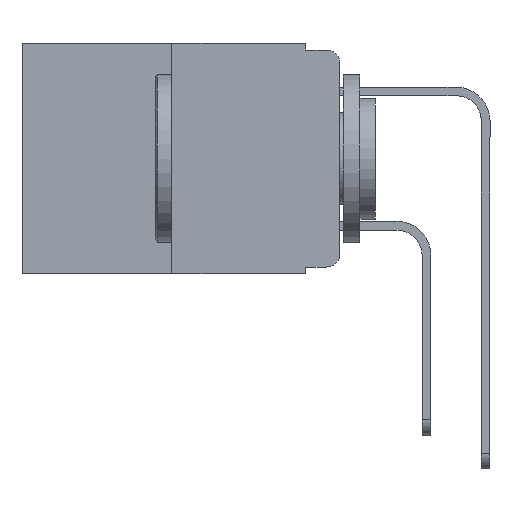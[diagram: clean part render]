
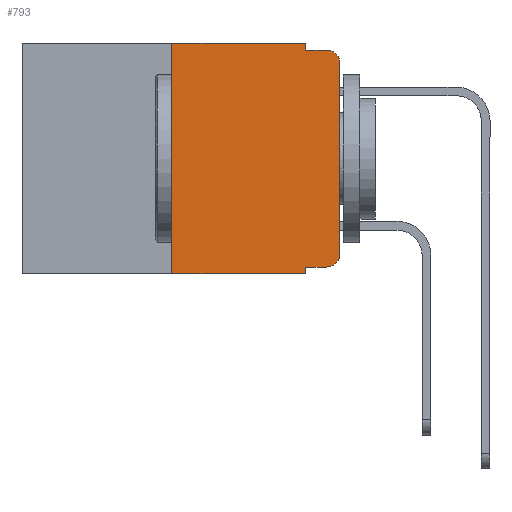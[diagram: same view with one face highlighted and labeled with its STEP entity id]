
A CAD part, left-side view. The second image highlights one B-rep face of the part: STEP entity #793.
In plain terms, the highlighted planar face has unit normal (-1, 0, 0).
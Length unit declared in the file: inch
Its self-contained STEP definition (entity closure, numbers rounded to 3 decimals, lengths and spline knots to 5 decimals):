
#52 = VERTEX_POINT ( 'NONE', #12549 ) ;
#313 = DIRECTION ( 'NONE',  ( 0., -1., 0. ) ) ;
#334 = CARTESIAN_POINT ( 'NONE',  ( 0., 0., -0.313 ) ) ;
#793 = ADVANCED_FACE ( 'NONE', ( #2860 ), #12603, .F. ) ;
#951 = VECTOR ( 'NONE', #9093, 39.37008 ) ;
#1000 = ORIENTED_EDGE ( 'NONE', *, *, #6177, .T. ) ;
#1114 = VERTEX_POINT ( 'NONE', #4800 ) ;
#1210 = ORIENTED_EDGE ( 'NONE', *, *, #7244, .F. ) ;
#1381 = CARTESIAN_POINT ( 'NONE',  ( 0., 0.02, -0.313 ) ) ;
#1633 = LINE ( 'NONE', #7253, #951 ) ;
#2118 = CIRCLE ( 'NONE', #3553, 0.02 ) ;
#2273 = DIRECTION ( 'NONE',  ( 0., 0., 1. ) ) ;
#2409 = LINE ( 'NONE', #5561, #12650 ) ;
#2428 = DIRECTION ( 'NONE',  ( 0., 0., -1. ) ) ;
#2832 = VECTOR ( 'NONE', #7417, 39.37008 ) ;
#2860 = FACE_OUTER_BOUND ( 'NONE', #6823, .T. ) ;
#2862 = CARTESIAN_POINT ( 'NONE',  ( 0., 0.051, -0.343 ) ) ;
#3144 = AXIS2_PLACEMENT_3D ( 'NONE', #9856, #12736, #4763 ) ;
#3553 = AXIS2_PLACEMENT_3D ( 'NONE', #1381, #8355, #2428 ) ;
#3753 = DIRECTION ( 'NONE',  ( -1., 0., 0. ) ) ;
#4027 = LINE ( 'NONE', #5531, #8888 ) ;
#4071 = CARTESIAN_POINT ( 'NONE',  ( 0., 0.051, -0.333 ) ) ;
#4459 = ORIENTED_EDGE ( 'NONE', *, *, #5517, .T. ) ;
#4538 = VERTEX_POINT ( 'NONE', #334 ) ;
#4586 = CARTESIAN_POINT ( 'NONE',  ( 0., 0., -0.03 ) ) ;
#4587 = LINE ( 'NONE', #12695, #9363 ) ;
#4763 = DIRECTION ( 'NONE',  ( 0., 0., -1. ) ) ;
#4800 = CARTESIAN_POINT ( 'NONE',  ( 0., 0.02, -0.01 ) ) ;
#5099 = EDGE_CURVE ( 'NONE', #52, #8591, #6488, .T. ) ;
#5399 = CARTESIAN_POINT ( 'NONE',  ( 0., 0.051, 0. ) ) ;
#5517 = EDGE_CURVE ( 'NONE', #4538, #9695, #9251, .T. ) ;
#5531 = CARTESIAN_POINT ( 'NONE',  ( 0., 0.473, 0. ) ) ;
#5552 = ORIENTED_EDGE ( 'NONE', *, *, #11289, .F. ) ;
#5561 = CARTESIAN_POINT ( 'NONE',  ( 0., 0.051, 0. ) ) ;
#5655 = VERTEX_POINT ( 'NONE', #4071 ) ;
#5808 = ORIENTED_EDGE ( 'NONE', *, *, #11833, .F. ) ;
#5917 = EDGE_CURVE ( 'NONE', #52, #6276, #7940, .T. ) ;
#6177 = EDGE_CURVE ( 'NONE', #9695, #1114, #7775, .T. ) ;
#6276 = VERTEX_POINT ( 'NONE', #6866 ) ;
#6378 = DIRECTION ( 'NONE',  ( 0., 0., 1. ) ) ;
#6488 = LINE ( 'NONE', #12049, #2832 ) ;
#6772 = VECTOR ( 'NONE', #2273, 39.37008 ) ;
#6823 = EDGE_LOOP ( 'NONE', ( #4459, #1000, #7987, #5808, #5552, #12538, #7146, #1210, #10934, #9597 ) ) ;
#6860 = VERTEX_POINT ( 'NONE', #7742 ) ;
#6866 = CARTESIAN_POINT ( 'NONE',  ( 0., 0.25, 0. ) ) ;
#6885 = LINE ( 'NONE', #5399, #9060 ) ;
#7146 = ORIENTED_EDGE ( 'NONE', *, *, #5099, .T. ) ;
#7244 = EDGE_CURVE ( 'NONE', #5655, #8591, #6885, .T. ) ;
#7253 = CARTESIAN_POINT ( 'NONE',  ( 0., 0.051, -0.01 ) ) ;
#7352 = CARTESIAN_POINT ( 'NONE',  ( 0., 0.25, 0. ) ) ;
#7417 = DIRECTION ( 'NONE',  ( 0., -1., 0. ) ) ;
#7459 = EDGE_CURVE ( 'NONE', #11267, #1114, #1633, .T. ) ;
#7615 = EDGE_CURVE ( 'NONE', #12257, #4538, #2118, .T. ) ;
#7648 = VECTOR ( 'NONE', #6378, 39.37008 ) ;
#7742 = CARTESIAN_POINT ( 'NONE',  ( 0., 0.051, 0. ) ) ;
#7775 = CIRCLE ( 'NONE', #11213, 0.02 ) ;
#7940 = LINE ( 'NONE', #7352, #7648 ) ;
#7987 = ORIENTED_EDGE ( 'NONE', *, *, #7459, .F. ) ;
#8079 = DIRECTION ( 'NONE',  ( 0., -1., 0. ) ) ;
#8216 = CARTESIAN_POINT ( 'NONE',  ( 0., 0., 0. ) ) ;
#8355 = DIRECTION ( 'NONE',  ( -1., 0., 0. ) ) ;
#8591 = VERTEX_POINT ( 'NONE', #2862 ) ;
#8888 = VECTOR ( 'NONE', #313, 39.37008 ) ;
#9060 = VECTOR ( 'NONE', #10102, 39.37008 ) ;
#9093 = DIRECTION ( 'NONE',  ( 0., -1., 0. ) ) ;
#9251 = LINE ( 'NONE', #8216, #6772 ) ;
#9363 = VECTOR ( 'NONE', #8079, 39.37008 ) ;
#9548 = CARTESIAN_POINT ( 'NONE',  ( 0., 0.02, -0.03 ) ) ;
#9597 = ORIENTED_EDGE ( 'NONE', *, *, #7615, .T. ) ;
#9695 = VERTEX_POINT ( 'NONE', #4586 ) ;
#9746 = CARTESIAN_POINT ( 'NONE',  ( 0., 0.02, -0.333 ) ) ;
#9856 = CARTESIAN_POINT ( 'NONE',  ( 0., 0.473, 0. ) ) ;
#10102 = DIRECTION ( 'NONE',  ( 0., 0., -1. ) ) ;
#10104 = EDGE_CURVE ( 'NONE', #5655, #12257, #4587, .T. ) ;
#10488 = DIRECTION ( 'NONE',  ( 0., 0., -1. ) ) ;
#10934 = ORIENTED_EDGE ( 'NONE', *, *, #10104, .T. ) ;
#11145 = CARTESIAN_POINT ( 'NONE',  ( 0., 0.051, -0.01 ) ) ;
#11213 = AXIS2_PLACEMENT_3D ( 'NONE', #9548, #3753, #10488 ) ;
#11267 = VERTEX_POINT ( 'NONE', #11145 ) ;
#11289 = EDGE_CURVE ( 'NONE', #6276, #6860, #4027, .T. ) ;
#11833 = EDGE_CURVE ( 'NONE', #6860, #11267, #2409, .T. ) ;
#12049 = CARTESIAN_POINT ( 'NONE',  ( 0., 0.473, -0.343 ) ) ;
#12133 = DIRECTION ( 'NONE',  ( 0., 0., -1. ) ) ;
#12257 = VERTEX_POINT ( 'NONE', #9746 ) ;
#12538 = ORIENTED_EDGE ( 'NONE', *, *, #5917, .F. ) ;
#12549 = CARTESIAN_POINT ( 'NONE',  ( 0., 0.25, -0.343 ) ) ;
#12603 = PLANE ( 'NONE',  #3144 ) ;
#12650 = VECTOR ( 'NONE', #12133, 39.37008 ) ;
#12695 = CARTESIAN_POINT ( 'NONE',  ( 0., 0.051, -0.333 ) ) ;
#12736 = DIRECTION ( 'NONE',  ( 1., 0., 0. ) ) ;
